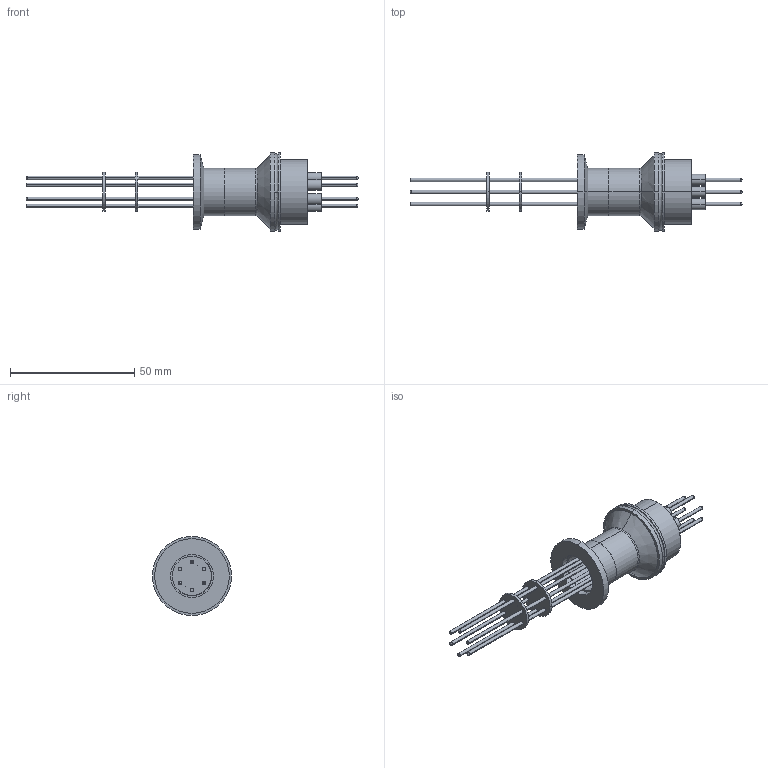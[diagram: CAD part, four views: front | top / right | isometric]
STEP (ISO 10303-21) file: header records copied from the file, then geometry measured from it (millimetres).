
FILE_DESCRIPTION (( 'STEP AP203' ), '1' );
FILE_NAME ('A0425-8-QF.STEP', '2013-05-14T11:52:32', ( '' ), ( '' ), 'SwSTEP 2.0', 'SolidWorks 2012', '' );
FILE_SCHEMA (( 'CONFIG_CONTROL_DESIGN' ));
Length unit declared in the file: inch
Products named in the file (1): A0425-8-QF
Bounding box: 133.35 x 31.75 x 31.75 mm (x, y, z)
Volume: 8807.9 mm3; surface area: 14446 mm2
Topology: 1 solids, 1 shells, 223 faces, 512 edges, 338 vertices
Faces by surface type: cylinder 132, plane 49, bspline 36, cone 6
Entity records: 7175 total; most frequent: CARTESIAN_POINT 1886, DIRECTION 1158, ORIENTED_EDGE 1024, EDGE_CURVE 512, AXIS2_PLACEMENT_3D 510, VERTEX_POINT 338, CIRCLE 322, EDGE_LOOP 306
